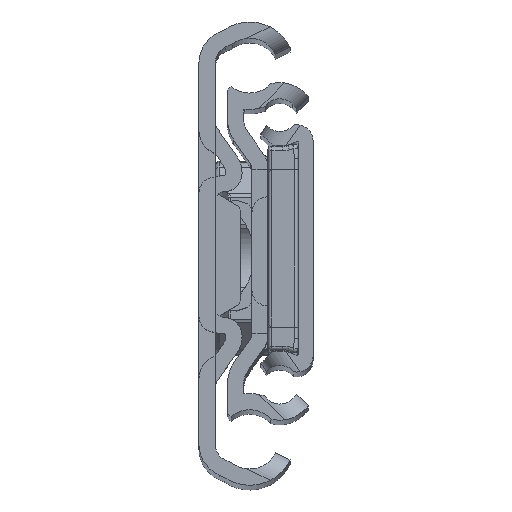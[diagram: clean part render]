
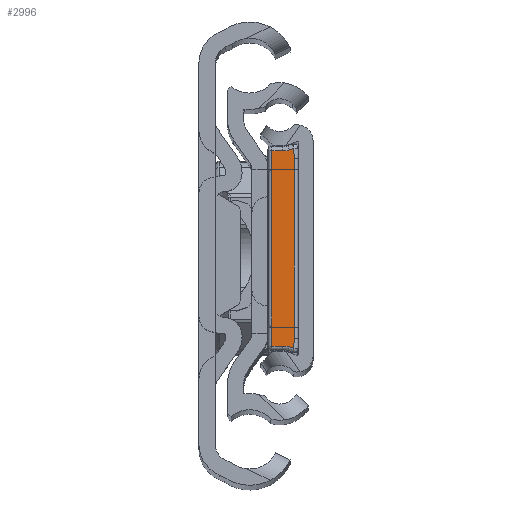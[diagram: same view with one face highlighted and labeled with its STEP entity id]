
A CAD part, top view. The second image highlights one B-rep face of the part: STEP entity #2996.
In plain terms, the highlighted planar face has unit normal (0, 0, 1).
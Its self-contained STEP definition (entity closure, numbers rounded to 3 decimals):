
#138 = VERTEX_POINT ( 'NONE', #7660 ) ;
#351 = EDGE_CURVE ( 'NONE', #10448, #9839, #12851, .T. ) ;
#438 = EDGE_CURVE ( 'NONE', #5147, #7744, #3104, .T. ) ;
#589 = CARTESIAN_POINT ( 'NONE',  ( -11.104, 0.559, 0. ) ) ;
#645 = VECTOR ( 'NONE', #3494, 1000. ) ;
#787 = CARTESIAN_POINT ( 'NONE',  ( -10.85, 0.559, 0. ) ) ;
#876 = LINE ( 'NONE', #13361, #9338 ) ;
#1106 = DIRECTION ( 'NONE',  ( 1., 0., 0. ) ) ;
#1694 = EDGE_CURVE ( 'NONE', #16952, #5147, #876, .T. ) ;
#2010 = VERTEX_POINT ( 'NONE', #17425 ) ;
#2100 = VERTEX_POINT ( 'NONE', #7960 ) ;
#2570 = EDGE_CURVE ( 'NONE', #7744, #8228, #12399, .T. ) ;
#2599 = CARTESIAN_POINT ( 'NONE',  ( -13.35, 1.779, 0. ) ) ;
#2996 = ADVANCED_FACE ( 'NONE', ( #14965 ), #13579, .T. ) ;
#3104 = CIRCLE ( 'NONE', #16166, 2.5 ) ;
#3314 = CARTESIAN_POINT ( 'NONE',  ( -10.85, 1.779, 0. ) ) ;
#3406 = VECTOR ( 'NONE', #8319, 1000. ) ;
#3410 = CARTESIAN_POINT ( 'NONE',  ( -11.104, 0.5, 0. ) ) ;
#3494 = DIRECTION ( 'NONE',  ( -0.284, -0.959, 0. ) ) ;
#3698 = CARTESIAN_POINT ( 'NONE',  ( 10.85, 3., 0. ) ) ;
#3721 = VECTOR ( 'NONE', #8217, 1000. ) ;
#4334 = EDGE_CURVE ( 'NONE', #7980, #138, #5298, .T. ) ;
#4993 = DIRECTION ( 'NONE',  ( 0., -1., 0. ) ) ;
#5147 = VERTEX_POINT ( 'NONE', #16177 ) ;
#5248 = VECTOR ( 'NONE', #17878, 1000. ) ;
#5298 = CIRCLE ( 'NONE', #13928, 2.5 ) ;
#5596 = CARTESIAN_POINT ( 'NONE',  ( 13.35, 1.779, 0. ) ) ;
#5635 = DIRECTION ( 'NONE',  ( 1., 0., 0. ) ) ;
#6669 = ORIENTED_EDGE ( 'NONE', *, *, #2570, .T. ) ;
#7660 = CARTESIAN_POINT ( 'NONE',  ( -10.953, 1.068, 0. ) ) ;
#7744 = VERTEX_POINT ( 'NONE', #16391 ) ;
#7835 = EDGE_CURVE ( 'NONE', #9839, #16952, #9988, .T. ) ;
#7960 = CARTESIAN_POINT ( 'NONE',  ( -10.85, 3., 0. ) ) ;
#7980 = VERTEX_POINT ( 'NONE', #3314 ) ;
#8217 = DIRECTION ( 'NONE',  ( 0., 1., 0. ) ) ;
#8228 = VERTEX_POINT ( 'NONE', #3698 ) ;
#8319 = DIRECTION ( 'NONE',  ( 0.999, 0.052, 0. ) ) ;
#8429 = CARTESIAN_POINT ( 'NONE',  ( -9.987, 0.5, 0. ) ) ;
#8499 = DIRECTION ( 'NONE',  ( 0., 0., -1. ) ) ;
#8581 = ORIENTED_EDGE ( 'NONE', *, *, #16405, .T. ) ;
#8667 = LINE ( 'NONE', #17209, #14080 ) ;
#9010 = ORIENTED_EDGE ( 'NONE', *, *, #10746, .T. ) ;
#9186 = LINE ( 'NONE', #787, #11691 ) ;
#9338 = VECTOR ( 'NONE', #17731, 1000. ) ;
#9837 = CARTESIAN_POINT ( 'NONE',  ( -11.104, 0.559, 0. ) ) ;
#9839 = VERTEX_POINT ( 'NONE', #18043 ) ;
#9988 = LINE ( 'NONE', #11288, #3406 ) ;
#10340 = ORIENTED_EDGE ( 'NONE', *, *, #17228, .T. ) ;
#10394 = LINE ( 'NONE', #589, #645 ) ;
#10448 = VERTEX_POINT ( 'NONE', #8429 ) ;
#10666 = ORIENTED_EDGE ( 'NONE', *, *, #1694, .T. ) ;
#10746 = EDGE_CURVE ( 'NONE', #2010, #10448, #15189, .T. ) ;
#10814 = CARTESIAN_POINT ( 'NONE',  ( 10.85, 0.559, 0. ) ) ;
#10818 = CARTESIAN_POINT ( 'NONE',  ( 11.104, 0.559, 0. ) ) ;
#11288 = CARTESIAN_POINT ( 'NONE',  ( -11.043, -0.602, 0. ) ) ;
#11691 = VECTOR ( 'NONE', #4993, 1000. ) ;
#11901 = ORIENTED_EDGE ( 'NONE', *, *, #4334, .T. ) ;
#11956 = EDGE_LOOP ( 'NONE', ( #16474, #10666, #15135, #6669, #17373, #10340, #11901, #8581, #9010, #14055 ) ) ;
#12399 = LINE ( 'NONE', #10814, #3721 ) ;
#12851 = LINE ( 'NONE', #3410, #17954 ) ;
#13361 = CARTESIAN_POINT ( 'NONE',  ( 9.313, 6.606, 0. ) ) ;
#13579 = PLANE ( 'NONE',  #14441 ) ;
#13865 = DIRECTION ( 'NONE',  ( 0., 0., -1. ) ) ;
#13928 = AXIS2_PLACEMENT_3D ( 'NONE', #2599, #13865, #1106 ) ;
#14055 = ORIENTED_EDGE ( 'NONE', *, *, #351, .T. ) ;
#14080 = VECTOR ( 'NONE', #15728, 1000. ) ;
#14441 = AXIS2_PLACEMENT_3D ( 'NONE', #9837, #16800, #5635 ) ;
#14666 = DIRECTION ( 'NONE',  ( 1., 0., 0. ) ) ;
#14965 = FACE_OUTER_BOUND ( 'NONE', #11956, .T. ) ;
#15135 = ORIENTED_EDGE ( 'NONE', *, *, #438, .T. ) ;
#15189 = LINE ( 'NONE', #17978, #5248 ) ;
#15728 = DIRECTION ( 'NONE',  ( -1., 0., 0. ) ) ;
#16057 = DIRECTION ( 'NONE',  ( 1., 0., 0. ) ) ;
#16166 = AXIS2_PLACEMENT_3D ( 'NONE', #5596, #8499, #14666 ) ;
#16177 = CARTESIAN_POINT ( 'NONE',  ( 10.953, 1.068, 0. ) ) ;
#16391 = CARTESIAN_POINT ( 'NONE',  ( 10.85, 1.779, 0. ) ) ;
#16405 = EDGE_CURVE ( 'NONE', #138, #2010, #10394, .T. ) ;
#16474 = ORIENTED_EDGE ( 'NONE', *, *, #7835, .T. ) ;
#16800 = DIRECTION ( 'NONE',  ( 0., 0., 1. ) ) ;
#16952 = VERTEX_POINT ( 'NONE', #10818 ) ;
#17143 = EDGE_CURVE ( 'NONE', #8228, #2100, #8667, .T. ) ;
#17209 = CARTESIAN_POINT ( 'NONE',  ( -11.104, 3., 0. ) ) ;
#17228 = EDGE_CURVE ( 'NONE', #2100, #7980, #9186, .T. ) ;
#17373 = ORIENTED_EDGE ( 'NONE', *, *, #17143, .T. ) ;
#17425 = CARTESIAN_POINT ( 'NONE',  ( -11.104, 0.559, 0. ) ) ;
#17731 = DIRECTION ( 'NONE',  ( -0.284, 0.959, 0. ) ) ;
#17878 = DIRECTION ( 'NONE',  ( 0.999, -0.052, 0. ) ) ;
#17954 = VECTOR ( 'NONE', #16057, 1000. ) ;
#17978 = CARTESIAN_POINT ( 'NONE',  ( -11.104, 0.559, 0. ) ) ;
#18043 = CARTESIAN_POINT ( 'NONE',  ( 9.987, 0.5, 0. ) ) ;
